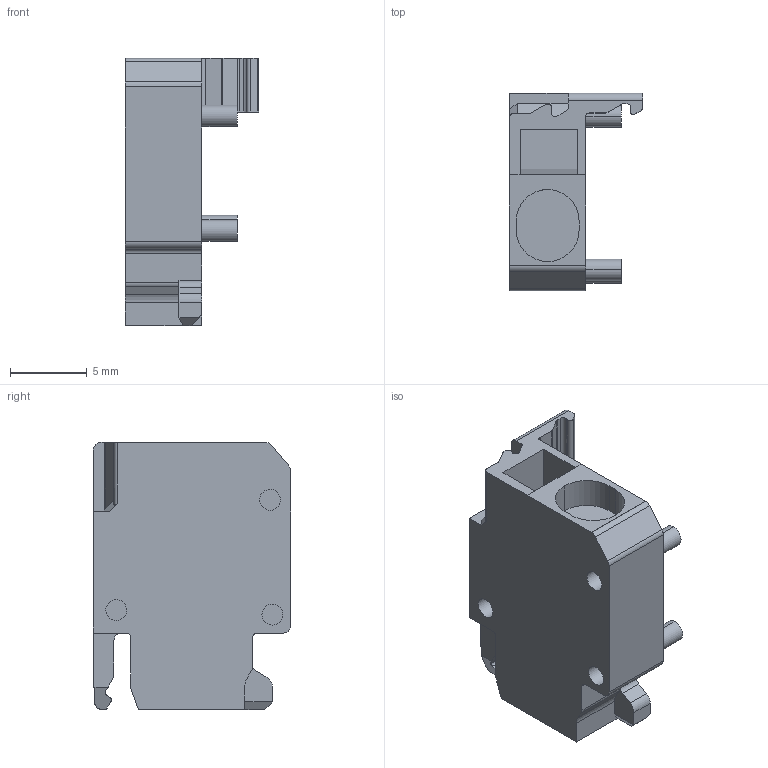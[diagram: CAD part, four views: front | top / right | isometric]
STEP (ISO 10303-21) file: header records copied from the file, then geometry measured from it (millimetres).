
FILE_DESCRIPTION(('CATIA V5R22 STEP214','CAx-IF Rec.Pracs.--- Model Styling and Organization---1.4--- 2014-01-23'),'2;1');
FILE_NAME ('018192-2_0', '2021-04-13T04:53:41+00:00', ('Weidmueller Interface'), ('Weidmueller'), 'CATIA Version 5-6 Release 2016 SP3 HF44', 'CATIA V5 STEP AP214', 'none');
FILE_SCHEMA(('AUTOMOTIVE_DESIGN { 1 0 10303 214 1 1 1 1 }'));
Length unit declared in the file: millimetre
Products named in the file (1): 22230_ZVL_1.5/PE_AllCATPart
Bounding box: 8.7 x 12.9 x 17.45 mm (x, y, z)
Volume: 916.5 mm3; surface area: 953.7 mm2
Topology: 1 solids, 1 shells, 118 faces, 324 edges, 215 vertices
Faces by surface type: plane 71, cylinder 47
Entity records: 3794 total; most frequent: CARTESIAN_POINT 827, ORIENTED_EDGE 648, DIRECTION 522, EDGE_CURVE 324, VECTOR 229, LINE 229, VERTEX_POINT 215, AXIS2_PLACEMENT_3D 188
